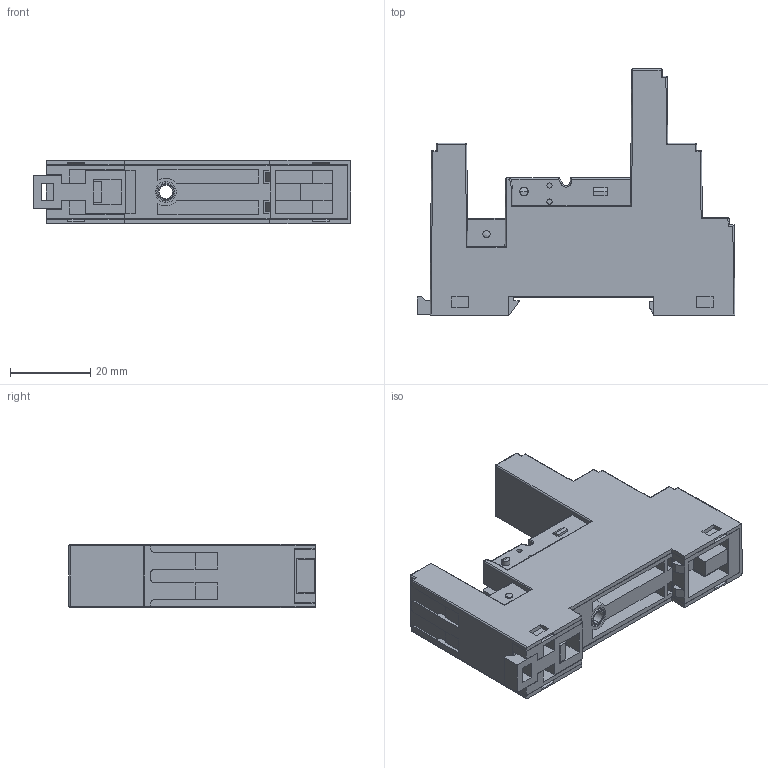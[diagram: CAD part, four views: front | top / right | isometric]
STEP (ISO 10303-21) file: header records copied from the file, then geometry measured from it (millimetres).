
FILE_DESCRIPTION (( 'STEP AP203' ), '1' );
FILE_NAME ('CSR-S50F3-3D.STEP', '2024-09-05T05:30:38', ( '' ), ( '' ), 'SwSTEP 2.0', 'SolidWorks 2013', '' );
FILE_SCHEMA (( 'CONFIG_CONTROL_DESIGN' ));
Length unit declared in the file: millimetre
Products named in the file (1): CSR-S50F3-3D
Bounding box: 79 x 61.2 x 15.7 mm (x, y, z)
Volume: 36239 mm3; surface area: 16222.9 mm2
Topology: 1 solids, 1 shells, 761 faces, 1973 edges, 1246 vertices
Faces by surface type: plane 536, cylinder 160, cone 36, bspline 27, torus 2
Entity records: 23268 total; most frequent: CARTESIAN_POINT 5018, ORIENTED_EDGE 3930, DIRECTION 3600, EDGE_CURVE 1965, VECTOR 1424, LINE 1424, VERTEX_POINT 1246, AXIS2_PLACEMENT_3D 1088
